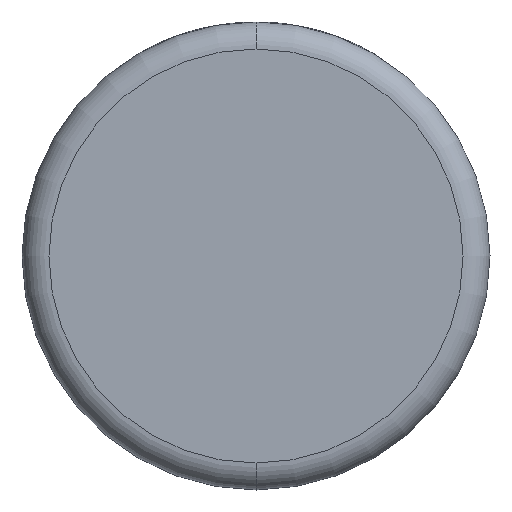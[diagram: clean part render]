
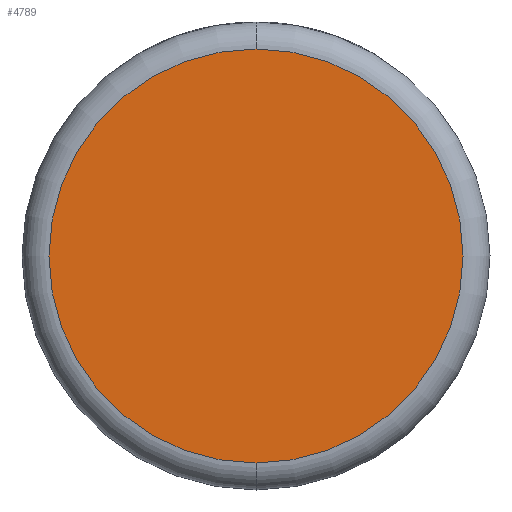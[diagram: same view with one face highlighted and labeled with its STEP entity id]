
A CAD part, front view. The second image highlights one B-rep face of the part: STEP entity #4789.
In plain terms, the highlighted planar face has unit normal (0, -1, 0).
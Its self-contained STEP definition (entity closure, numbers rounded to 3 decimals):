
#306 = EDGE_CURVE ( 'NONE', #3193, #2758, #693, .T. ) ;
#693 = CIRCLE ( 'NONE', #3109, 15.926 ) ;
#1628 = ORIENTED_EDGE ( 'NONE', *, *, #306, .T. ) ;
#1930 = DIRECTION ( 'NONE',  ( 0., 0., 1. ) ) ;
#2174 = DIRECTION ( 'NONE',  ( 0., -1., 0. ) ) ;
#2192 = FACE_OUTER_BOUND ( 'NONE', #4171, .T. ) ;
#2284 = CARTESIAN_POINT ( 'NONE',  ( 0., 0., 15.926 ) ) ;
#2758 = VERTEX_POINT ( 'NONE', #2284 ) ;
#2915 = AXIS2_PLACEMENT_3D ( 'NONE', #4838, #3442, #1930 ) ;
#3109 = AXIS2_PLACEMENT_3D ( 'NONE', #4372, #2174, #3672 ) ;
#3193 = VERTEX_POINT ( 'NONE', #4718 ) ;
#3442 = DIRECTION ( 'NONE',  ( 0., -1., 0. ) ) ;
#3672 = DIRECTION ( 'NONE',  ( 0., 0., 1. ) ) ;
#3827 = ORIENTED_EDGE ( 'NONE', *, *, #4321, .T. ) ;
#4047 = CARTESIAN_POINT ( 'NONE',  ( 0., 0., 0. ) ) ;
#4168 = DIRECTION ( 'NONE',  ( 0., 1., 0. ) ) ;
#4171 = EDGE_LOOP ( 'NONE', ( #3827, #1628 ) ) ;
#4321 = EDGE_CURVE ( 'NONE', #2758, #3193, #4330, .T. ) ;
#4330 = CIRCLE ( 'NONE', #2915, 15.926 ) ;
#4372 = CARTESIAN_POINT ( 'NONE',  ( 0., 0., 0. ) ) ;
#4539 = AXIS2_PLACEMENT_3D ( 'NONE', #4047, #4168, #4574 ) ;
#4574 = DIRECTION ( 'NONE',  ( 0., 0., 1. ) ) ;
#4718 = CARTESIAN_POINT ( 'NONE',  ( 0., 0., -15.926 ) ) ;
#4726 = PLANE ( 'NONE',  #4539 ) ;
#4789 = ADVANCED_FACE ( 'NONE', ( #2192 ), #4726, .F. ) ;
#4838 = CARTESIAN_POINT ( 'NONE',  ( 0., 0., 0. ) ) ;
